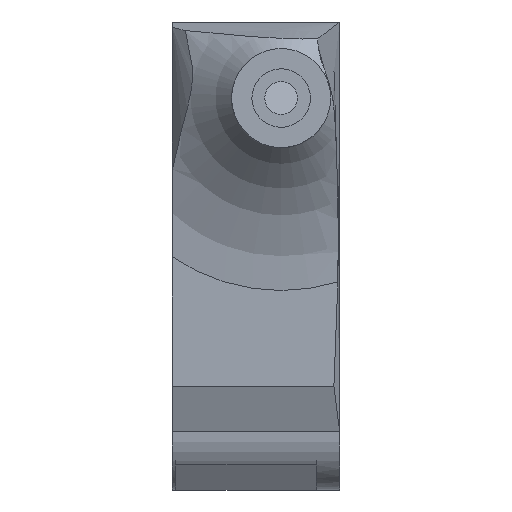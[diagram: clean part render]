
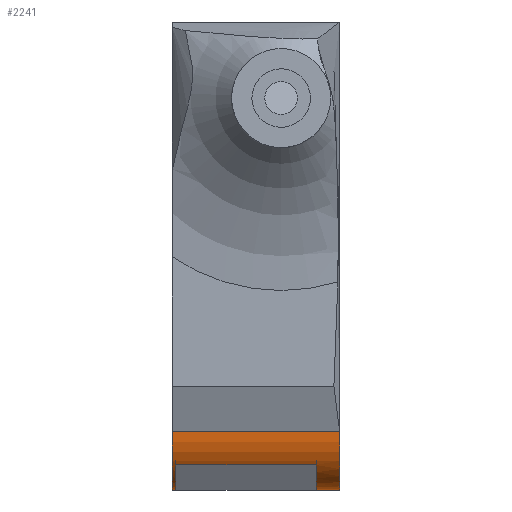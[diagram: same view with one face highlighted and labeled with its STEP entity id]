
A CAD part, left-side view. The second image highlights one B-rep face of the part: STEP entity #2241.
In plain terms, the highlighted cylindrical face has radius 5 mm (diameter 10 mm), a partial arc.
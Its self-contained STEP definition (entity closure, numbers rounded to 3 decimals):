
#24 = VERTEX_POINT('',#25);
#25 = CARTESIAN_POINT('',(-11.,-1.7,-18.));
#32 = PLANE('',#33);
#33 = AXIS2_PLACEMENT_3D('',#34,#35,#36);
#34 = CARTESIAN_POINT('',(-11.,0.,-18.));
#35 = DIRECTION('',(0.,0.,1.));
#36 = DIRECTION('',(1.,0.,0.));
#44 = PLANE('',#45);
#45 = AXIS2_PLACEMENT_3D('',#46,#47,#48);
#46 = CARTESIAN_POINT('',(32.395,-1.7,50.));
#47 = DIRECTION('',(0.,1.,0.));
#48 = DIRECTION('',(-1.,0.,0.));
#56 = EDGE_CURVE('',#24,#57,#59,.T.);
#57 = VERTEX_POINT('',#58);
#58 = CARTESIAN_POINT('',(-11.,-2.,-18.));
#59 = SURFACE_CURVE('',#60,(#64,#71),.PCURVE_S1.);
#60 = LINE('',#61,#62);
#61 = CARTESIAN_POINT('',(-11.,0.,-18.));
#62 = VECTOR('',#63,1.);
#63 = DIRECTION('',(0.,-1.,0.));
#64 = PCURVE('',#32,#65);
#65 = DEFINITIONAL_REPRESENTATION('',(#66),#70);
#66 = LINE('',#67,#68);
#67 = CARTESIAN_POINT('',(0.,0.));
#68 = VECTOR('',#69,1.);
#69 = DIRECTION('',(0.,-1.));
#70 = ( GEOMETRIC_REPRESENTATION_CONTEXT(2) 
PARAMETRIC_REPRESENTATION_CONTEXT() REPRESENTATION_CONTEXT('2D SPACE',''
  ) );
#71 = PCURVE('',#72,#77);
#72 = CYLINDRICAL_SURFACE('',#73,5.);
#73 = AXIS2_PLACEMENT_3D('',#74,#75,#76);
#74 = CARTESIAN_POINT('',(-11.,0.,-13.));
#75 = DIRECTION('',(0.,1.,0.));
#76 = DIRECTION('',(1.,0.,0.));
#77 = DEFINITIONAL_REPRESENTATION('',(#78),#82);
#78 = LINE('',#79,#80);
#79 = CARTESIAN_POINT('',(-4.712,0.));
#80 = VECTOR('',#81,1.);
#81 = DIRECTION('',(-0.,-1.));
#82 = ( GEOMETRIC_REPRESENTATION_CONTEXT(2) 
PARAMETRIC_REPRESENTATION_CONTEXT() REPRESENTATION_CONTEXT('2D SPACE',''
  ) );
#100 = PLANE('',#101);
#101 = AXIS2_PLACEMENT_3D('',#102,#103,#104);
#102 = CARTESIAN_POINT('',(-9.767,-2.,-12.228));
#103 = DIRECTION('',(0.,1.,0.));
#104 = DIRECTION('',(0.,0.,1.));
#141 = VERTEX_POINT('',#142);
#142 = CARTESIAN_POINT('',(-11.,-14.,-18.));
#156 = PLANE('',#157);
#157 = AXIS2_PLACEMENT_3D('',#158,#159,#160);
#158 = CARTESIAN_POINT('',(-9.767,-14.,-12.228));
#159 = DIRECTION('',(0.,1.,0.));
#160 = DIRECTION('',(0.,0.,1.));
#168 = EDGE_CURVE('',#141,#169,#171,.T.);
#169 = VERTEX_POINT('',#170);
#170 = CARTESIAN_POINT('',(-11.,-16.,-18.));
#171 = SURFACE_CURVE('',#172,(#176,#183),.PCURVE_S1.);
#172 = LINE('',#173,#174);
#173 = CARTESIAN_POINT('',(-11.,0.,-18.));
#174 = VECTOR('',#175,1.);
#175 = DIRECTION('',(0.,-1.,0.));
#176 = PCURVE('',#32,#177);
#177 = DEFINITIONAL_REPRESENTATION('',(#178),#182);
#178 = LINE('',#179,#180);
#179 = CARTESIAN_POINT('',(0.,0.));
#180 = VECTOR('',#181,1.);
#181 = DIRECTION('',(0.,-1.));
#182 = ( GEOMETRIC_REPRESENTATION_CONTEXT(2) 
PARAMETRIC_REPRESENTATION_CONTEXT() REPRESENTATION_CONTEXT('2D SPACE',''
  ) );
#183 = PCURVE('',#72,#184);
#184 = DEFINITIONAL_REPRESENTATION('',(#185),#189);
#185 = LINE('',#186,#187);
#186 = CARTESIAN_POINT('',(-4.712,0.));
#187 = VECTOR('',#188,1.);
#188 = DIRECTION('',(-0.,-1.));
#189 = ( GEOMETRIC_REPRESENTATION_CONTEXT(2) 
PARAMETRIC_REPRESENTATION_CONTEXT() REPRESENTATION_CONTEXT('2D SPACE',''
  ) );
#207 = PLANE('',#208);
#208 = AXIS2_PLACEMENT_3D('',#209,#210,#211);
#209 = CARTESIAN_POINT('',(-1.768,-16.,4.827));
#210 = DIRECTION('',(0.,-1.,0.));
#211 = DIRECTION('',(0.,0.,-1.));
#370 = EDGE_CURVE('',#24,#371,#373,.T.);
#371 = VERTEX_POINT('',#372);
#372 = CARTESIAN_POINT('',(-16.,-1.7,-13.));
#373 = SURFACE_CURVE('',#374,(#379,#386),.PCURVE_S1.);
#374 = CIRCLE('',#375,5.);
#375 = AXIS2_PLACEMENT_3D('',#376,#377,#378);
#376 = CARTESIAN_POINT('',(-11.,-1.7,-13.));
#377 = DIRECTION('',(0.,1.,0.));
#378 = DIRECTION('',(1.,0.,0.));
#379 = PCURVE('',#44,#380);
#380 = DEFINITIONAL_REPRESENTATION('',(#381),#385);
#381 = CIRCLE('',#382,5.);
#382 = AXIS2_PLACEMENT_2D('',#383,#384);
#383 = CARTESIAN_POINT('',(43.395,-63.));
#384 = DIRECTION('',(-1.,0.));
#385 = ( GEOMETRIC_REPRESENTATION_CONTEXT(2) 
PARAMETRIC_REPRESENTATION_CONTEXT() REPRESENTATION_CONTEXT('2D SPACE',''
  ) );
#386 = PCURVE('',#72,#387);
#387 = DEFINITIONAL_REPRESENTATION('',(#388),#392);
#388 = LINE('',#389,#390);
#389 = CARTESIAN_POINT('',(-6.283,-1.7));
#390 = VECTOR('',#391,1.);
#391 = DIRECTION('',(1.,-0.));
#392 = ( GEOMETRIC_REPRESENTATION_CONTEXT(2) 
PARAMETRIC_REPRESENTATION_CONTEXT() REPRESENTATION_CONTEXT('2D SPACE',''
  ) );
#432 = B_SPLINE_SURFACE_WITH_KNOTS('',7,1,(
    (#433,#434)
    ,(#435,#436)
    ,(#437,#438)
    ,(#439,#440)
    ,(#441,#442)
    ,(#443,#444)
    ,(#445,#446)
    ,(#447,#448
    )),.UNSPECIFIED.,.F.,.F.,.F.,(8,8),(2,2),(-16.,0.),(0.,1.),
  .PIECEWISE_BEZIER_KNOTS.);
#433 = CARTESIAN_POINT('',(-16.,-16.,-13.));
#434 = CARTESIAN_POINT('',(-25.5,-12.871,11.407));
#435 = CARTESIAN_POINT('',(-16.,-13.714,-13.));
#436 = CARTESIAN_POINT('',(-25.5,-12.37,11.178));
#437 = CARTESIAN_POINT('',(-16.,-11.429,-13.));
#438 = CARTESIAN_POINT('',(-25.5,-11.835,
    11.021));
#439 = CARTESIAN_POINT('',(-16.,-9.143,-13.));
#440 = CARTESIAN_POINT('',(-25.5,-11.281,10.94));
#441 = CARTESIAN_POINT('',(-16.,-6.857,-13.));
#442 = CARTESIAN_POINT('',(-25.5,-10.719,
    10.94));
#443 = CARTESIAN_POINT('',(-16.,-4.571,-13.));
#444 = CARTESIAN_POINT('',(-25.5,-10.165,11.021));
#445 = CARTESIAN_POINT('',(-16.,-2.286,-13.));
#446 = CARTESIAN_POINT('',(-25.5,-9.63,11.178));
#447 = CARTESIAN_POINT('',(-16.,0.,-13.));
#448 = CARTESIAN_POINT('',(-25.5,-9.129,11.407));
#1739 = EDGE_CURVE('',#57,#1740,#1742,.T.);
#1740 = VERTEX_POINT('',#1741);
#1741 = CARTESIAN_POINT('',(-15.1,-2.,-15.862));
#1742 = SURFACE_CURVE('',#1743,(#1748,#1755),.PCURVE_S1.);
#1743 = CIRCLE('',#1744,5.);
#1744 = AXIS2_PLACEMENT_3D('',#1745,#1746,#1747);
#1745 = CARTESIAN_POINT('',(-11.,-2.,-13.));
#1746 = DIRECTION('',(0.,1.,0.));
#1747 = DIRECTION('',(1.,0.,0.));
#1748 = PCURVE('',#100,#1749);
#1749 = DEFINITIONAL_REPRESENTATION('',(#1750),#1754);
#1750 = CIRCLE('',#1751,5.);
#1751 = AXIS2_PLACEMENT_2D('',#1752,#1753);
#1752 = CARTESIAN_POINT('',(-0.772,-1.233));
#1753 = DIRECTION('',(0.,1.));
#1754 = ( GEOMETRIC_REPRESENTATION_CONTEXT(2) 
PARAMETRIC_REPRESENTATION_CONTEXT() REPRESENTATION_CONTEXT('2D SPACE',''
  ) );
#1755 = PCURVE('',#72,#1756);
#1756 = DEFINITIONAL_REPRESENTATION('',(#1757),#1761);
#1757 = LINE('',#1758,#1759);
#1758 = CARTESIAN_POINT('',(-6.283,-2.));
#1759 = VECTOR('',#1760,1.);
#1760 = DIRECTION('',(1.,-0.));
#1761 = ( GEOMETRIC_REPRESENTATION_CONTEXT(2) 
PARAMETRIC_REPRESENTATION_CONTEXT() REPRESENTATION_CONTEXT('2D SPACE',''
  ) );
#1777 = PLANE('',#1778);
#1778 = AXIS2_PLACEMENT_3D('',#1779,#1780,#1781);
#1779 = CARTESIAN_POINT('',(-15.1,-14.,-10.));
#1780 = DIRECTION('',(-1.,0.,0.));
#1781 = DIRECTION('',(0.,0.,-1.));
#1945 = EDGE_CURVE('',#141,#1946,#1948,.T.);
#1946 = VERTEX_POINT('',#1947);
#1947 = CARTESIAN_POINT('',(-15.1,-14.,-15.862));
#1948 = SURFACE_CURVE('',#1949,(#1954,#1961),.PCURVE_S1.);
#1949 = CIRCLE('',#1950,5.);
#1950 = AXIS2_PLACEMENT_3D('',#1951,#1952,#1953);
#1951 = CARTESIAN_POINT('',(-11.,-14.,-13.));
#1952 = DIRECTION('',(0.,1.,0.));
#1953 = DIRECTION('',(1.,0.,0.));
#1954 = PCURVE('',#156,#1955);
#1955 = DEFINITIONAL_REPRESENTATION('',(#1956),#1960);
#1956 = CIRCLE('',#1957,5.);
#1957 = AXIS2_PLACEMENT_2D('',#1958,#1959);
#1958 = CARTESIAN_POINT('',(-0.772,-1.233));
#1959 = DIRECTION('',(0.,1.));
#1960 = ( GEOMETRIC_REPRESENTATION_CONTEXT(2) 
PARAMETRIC_REPRESENTATION_CONTEXT() REPRESENTATION_CONTEXT('2D SPACE',''
  ) );
#1961 = PCURVE('',#72,#1962);
#1962 = DEFINITIONAL_REPRESENTATION('',(#1963),#1967);
#1963 = LINE('',#1964,#1965);
#1964 = CARTESIAN_POINT('',(-6.283,-14.));
#1965 = VECTOR('',#1966,1.);
#1966 = DIRECTION('',(1.,-0.));
#1967 = ( GEOMETRIC_REPRESENTATION_CONTEXT(2) 
PARAMETRIC_REPRESENTATION_CONTEXT() REPRESENTATION_CONTEXT('2D SPACE',''
  ) );
#2084 = VERTEX_POINT('',#2085);
#2085 = CARTESIAN_POINT('',(-16.,-16.,-13.));
#2127 = EDGE_CURVE('',#2084,#169,#2128,.T.);
#2128 = SURFACE_CURVE('',#2129,(#2134,#2141),.PCURVE_S1.);
#2129 = CIRCLE('',#2130,5.);
#2130 = AXIS2_PLACEMENT_3D('',#2131,#2132,#2133);
#2131 = CARTESIAN_POINT('',(-11.,-16.,-13.));
#2132 = DIRECTION('',(0.,-1.,0.));
#2133 = DIRECTION('',(1.,0.,0.));
#2134 = PCURVE('',#207,#2135);
#2135 = DEFINITIONAL_REPRESENTATION('',(#2136),#2140);
#2136 = CIRCLE('',#2137,5.);
#2137 = AXIS2_PLACEMENT_2D('',#2138,#2139);
#2138 = CARTESIAN_POINT('',(17.827,-9.232));
#2139 = DIRECTION('',(0.,1.));
#2140 = ( GEOMETRIC_REPRESENTATION_CONTEXT(2) 
PARAMETRIC_REPRESENTATION_CONTEXT() REPRESENTATION_CONTEXT('2D SPACE',''
  ) );
#2141 = PCURVE('',#72,#2142);
#2142 = DEFINITIONAL_REPRESENTATION('',(#2143),#2147);
#2143 = LINE('',#2144,#2145);
#2144 = CARTESIAN_POINT('',(-0.,-16.));
#2145 = VECTOR('',#2146,1.);
#2146 = DIRECTION('',(-1.,0.));
#2147 = ( GEOMETRIC_REPRESENTATION_CONTEXT(2) 
PARAMETRIC_REPRESENTATION_CONTEXT() REPRESENTATION_CONTEXT('2D SPACE',''
  ) );
#2241 = ADVANCED_FACE('',(#2242),#72,.T.);
#2242 = FACE_BOUND('',#2243,.F.);
#2243 = EDGE_LOOP('',(#2244,#2245,#2266,#2267,#2268,#2269,#2290,#2291));
#2244 = ORIENTED_EDGE('',*,*,#370,.T.);
#2245 = ORIENTED_EDGE('',*,*,#2246,.T.);
#2246 = EDGE_CURVE('',#371,#2084,#2247,.T.);
#2247 = SURFACE_CURVE('',#2248,(#2252,#2259),.PCURVE_S1.);
#2248 = LINE('',#2249,#2250);
#2249 = CARTESIAN_POINT('',(-16.,0.,-13.));
#2250 = VECTOR('',#2251,1.);
#2251 = DIRECTION('',(0.,-1.,0.));
#2252 = PCURVE('',#72,#2253);
#2253 = DEFINITIONAL_REPRESENTATION('',(#2254),#2258);
#2254 = LINE('',#2255,#2256);
#2255 = CARTESIAN_POINT('',(-3.142,0.));
#2256 = VECTOR('',#2257,1.);
#2257 = DIRECTION('',(-0.,-1.));
#2258 = ( GEOMETRIC_REPRESENTATION_CONTEXT(2) 
PARAMETRIC_REPRESENTATION_CONTEXT() REPRESENTATION_CONTEXT('2D SPACE',''
  ) );
#2259 = PCURVE('',#432,#2260);
#2260 = DEFINITIONAL_REPRESENTATION('',(#2261),#2265);
#2261 = LINE('',#2262,#2263);
#2262 = CARTESIAN_POINT('',(0.,0.));
#2263 = VECTOR('',#2264,1.);
#2264 = DIRECTION('',(-1.,0.));
#2265 = ( GEOMETRIC_REPRESENTATION_CONTEXT(2) 
PARAMETRIC_REPRESENTATION_CONTEXT() REPRESENTATION_CONTEXT('2D SPACE',''
  ) );
#2266 = ORIENTED_EDGE('',*,*,#2127,.T.);
#2267 = ORIENTED_EDGE('',*,*,#168,.F.);
#2268 = ORIENTED_EDGE('',*,*,#1945,.T.);
#2269 = ORIENTED_EDGE('',*,*,#2270,.T.);
#2270 = EDGE_CURVE('',#1946,#1740,#2271,.T.);
#2271 = SURFACE_CURVE('',#2272,(#2276,#2283),.PCURVE_S1.);
#2272 = LINE('',#2273,#2274);
#2273 = CARTESIAN_POINT('',(-15.1,0.,-15.862));
#2274 = VECTOR('',#2275,1.);
#2275 = DIRECTION('',(0.,1.,0.));
#2276 = PCURVE('',#72,#2277);
#2277 = DEFINITIONAL_REPRESENTATION('',(#2278),#2282);
#2278 = LINE('',#2279,#2280);
#2279 = CARTESIAN_POINT('',(-3.751,-0.));
#2280 = VECTOR('',#2281,1.);
#2281 = DIRECTION('',(-0.,1.));
#2282 = ( GEOMETRIC_REPRESENTATION_CONTEXT(2) 
PARAMETRIC_REPRESENTATION_CONTEXT() REPRESENTATION_CONTEXT('2D SPACE',''
  ) );
#2283 = PCURVE('',#1777,#2284);
#2284 = DEFINITIONAL_REPRESENTATION('',(#2285),#2289);
#2285 = LINE('',#2286,#2287);
#2286 = CARTESIAN_POINT('',(5.862,-14.));
#2287 = VECTOR('',#2288,1.);
#2288 = DIRECTION('',(0.,-1.));
#2289 = ( GEOMETRIC_REPRESENTATION_CONTEXT(2) 
PARAMETRIC_REPRESENTATION_CONTEXT() REPRESENTATION_CONTEXT('2D SPACE',''
  ) );
#2290 = ORIENTED_EDGE('',*,*,#1739,.F.);
#2291 = ORIENTED_EDGE('',*,*,#56,.F.);
